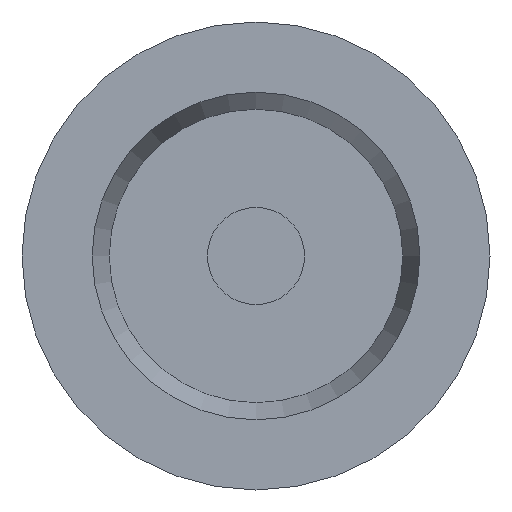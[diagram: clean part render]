
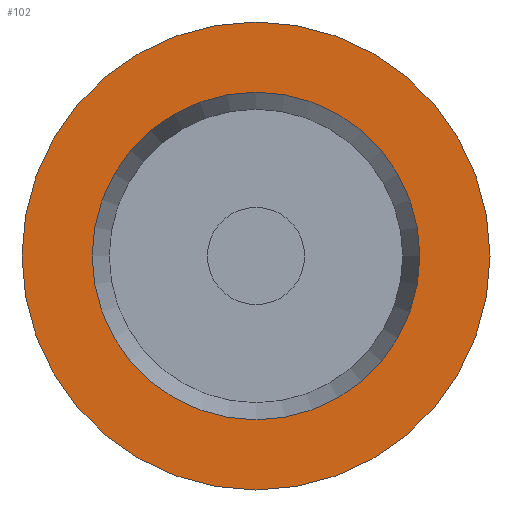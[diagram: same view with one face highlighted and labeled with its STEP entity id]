
A CAD part, front view. The second image highlights one B-rep face of the part: STEP entity #102.
In plain terms, the highlighted planar face has unit normal (0, -1, 0).
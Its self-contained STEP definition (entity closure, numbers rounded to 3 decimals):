
#14=FACE_BOUND('',#33,.T.);
#19=PLANE('',#136);
#25=FACE_OUTER_BOUND('',#32,.T.);
#32=EDGE_LOOP('',(#80));
#33=EDGE_LOOP('',(#81));
#48=CIRCLE('',#135,20.);
#49=CIRCLE('',#137,14.);
#55=VERTEX_POINT('',#187);
#56=VERTEX_POINT('',#191);
#63=EDGE_CURVE('',#55,#55,#48,.T.);
#65=EDGE_CURVE('',#56,#56,#49,.T.);
#80=ORIENTED_EDGE('',*,*,#63,.T.);
#81=ORIENTED_EDGE('',*,*,#65,.F.);
#102=ADVANCED_FACE('',(#25,#14),#19,.T.);
#135=AXIS2_PLACEMENT_3D('',#188,#159,#160);
#136=AXIS2_PLACEMENT_3D('',#190,#162,#163);
#137=AXIS2_PLACEMENT_3D('',#192,#164,#165);
#159=DIRECTION('center_axis',(0.,-1.,0.));
#160=DIRECTION('ref_axis',(1.,0.,0.));
#162=DIRECTION('center_axis',(0.,-1.,0.));
#163=DIRECTION('ref_axis',(0.,0.,-1.));
#164=DIRECTION('center_axis',(0.,-1.,0.));
#165=DIRECTION('ref_axis',(1.,0.,0.));
#187=CARTESIAN_POINT('',(-20.,0.,0.));
#188=CARTESIAN_POINT('Origin',(0.,0.,0.));
#190=CARTESIAN_POINT('Origin',(14.,0.,0.));
#191=CARTESIAN_POINT('',(-14.,0.,0.));
#192=CARTESIAN_POINT('Origin',(0.,0.,0.));
